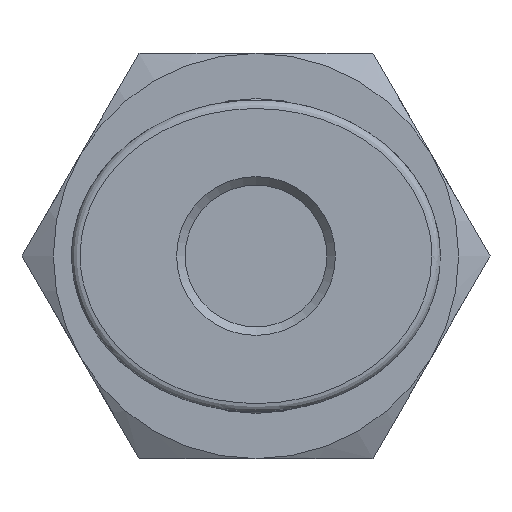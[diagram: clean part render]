
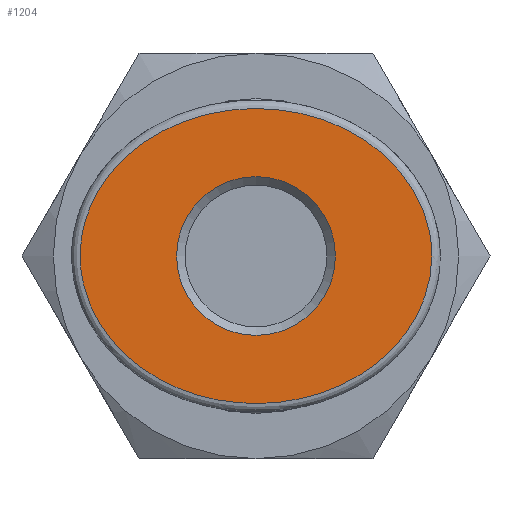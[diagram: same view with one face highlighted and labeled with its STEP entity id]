
A CAD part, left-side view. The second image highlights one B-rep face of the part: STEP entity #1204.
In plain terms, the highlighted face is planar.
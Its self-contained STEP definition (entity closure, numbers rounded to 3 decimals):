
#1141=CARTESIAN_POINT('',(2.8,4.4,0.));
#1142=VERTEX_POINT('',#1141);
#1143=CARTESIAN_POINT('',(0.,4.4,0.0));
#1144=DIRECTION('',(0.0,1.0,0.0));
#1145=DIRECTION('',(-1.0,0.0,0.0));
#1146=AXIS2_PLACEMENT_3D('',#1143,#1144,#1145);
#1147=CIRCLE('',#1146,2.8);
#1148=EDGE_CURVE('',#1142,#1142,#1147,.T.);
#1173=CARTESIAN_POINT('',(0.,4.4,0.));
#1174=DIRECTION('',(0.0,1.0,0.0));
#1175=DIRECTION('',(0.0,0.0,1.0));
#1176=AXIS2_PLACEMENT_3D('',#1173,#1174,#1175);
#1177=PLANE('',#1176);
#1178=CARTESIAN_POINT('',(6.2,4.4,0.));
#1179=VERTEX_POINT('',#1178);
#1180=CARTESIAN_POINT('',(6.201,4.4,0.));
#1181=CARTESIAN_POINT('',(6.201,4.4,0.851));
#1182=CARTESIAN_POINT('',(5.674,4.4,2.555));
#1183=CARTESIAN_POINT('',(3.101,4.4,4.942));
#1184=CARTESIAN_POINT('',(-0.49,4.4,5.533));
#1185=CARTESIAN_POINT('',(-3.747,4.4,4.347));
#1186=CARTESIAN_POINT('',(-5.456,4.4,2.75));
#1187=CARTESIAN_POINT('',(-6.227,4.4,0.87));
#1188=CARTESIAN_POINT('',(-6.228,4.4,-0.87));
#1189=CARTESIAN_POINT('',(-5.343,4.4,-3.02));
#1190=CARTESIAN_POINT('',(-3.48,4.4,-4.499));
#1191=CARTESIAN_POINT('',(-0.193,4.4,-5.482));
#1192=CARTESIAN_POINT('',(3.102,4.4,-4.943));
#1193=CARTESIAN_POINT('',(5.673,4.4,-2.554));
#1194=CARTESIAN_POINT('',(6.201,4.4,-0.851));
#1195=CARTESIAN_POINT('',(6.201,4.4,0.));
#1196=B_SPLINE_CURVE_WITH_KNOTS('',3,(#1180,#1181,#1182,#1183,#1184,#1185,#1186,#1187,#1188,#1189,#1190,#1191,#1192,#1193,#1194,#1195),.UNSPECIFIED.,.T.,.U.,(4,1,1,1,1,1,1,1,1,1,1,1,1,4),(-3.142,-2.693,-2.244,-1.346,-0.898,-0.449,-0.15,0.15,0.449,1.047,1.346,2.244,2.693,3.142),.UNSPECIFIED.);
#1197=EDGE_CURVE('',#1179,#1179,#1196,.T.);
#1198=ORIENTED_EDGE('',*,*,#1197,.F.);
#1199=EDGE_LOOP('',(#1198));
#1200=FACE_OUTER_BOUND('',#1199,.T.);
#1201=ORIENTED_EDGE('',*,*,#1148,.F.);
#1202=EDGE_LOOP('',(#1201));
#1203=FACE_BOUND('',#1202,.T.);
#1204=ADVANCED_FACE('',(#1200,#1203),#1177,.T.);
